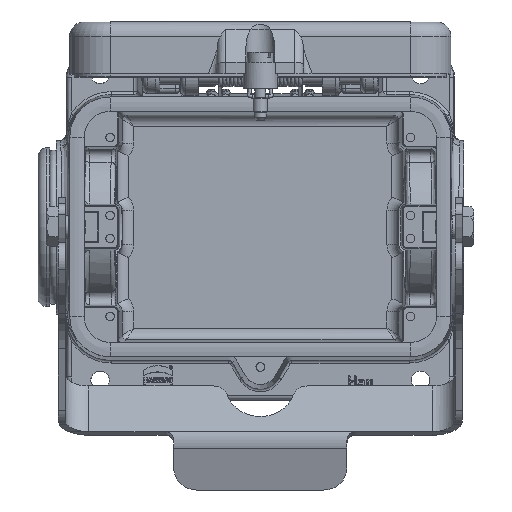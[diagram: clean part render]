
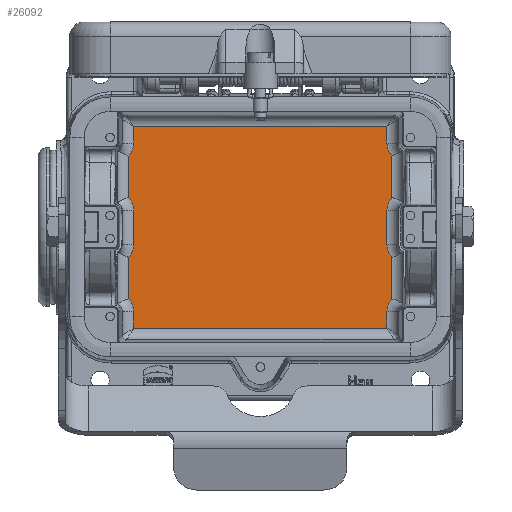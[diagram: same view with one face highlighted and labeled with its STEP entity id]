
A CAD part, top view. The second image highlights one B-rep face of the part: STEP entity #26092.
In plain terms, the highlighted planar face has unit normal (0, 0, 1).
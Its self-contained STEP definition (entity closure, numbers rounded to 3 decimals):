
#25917=CARTESIAN_POINT('',(0.0,0.0,-81.9));
#25918=DIRECTION('',(0.0,0.0,1.0));
#25919=DIRECTION('',(1.0,0.0,0.0));
#25920=AXIS2_PLACEMENT_3D('',#25917,#25918,#25919);
#25921=PLANE('',#25920);
#25922=CARTESIAN_POINT('',(-45.565,10.421,-81.9));
#25923=VERTEX_POINT('',#25922);
#25924=CARTESIAN_POINT('',(-43.865,5.9,-81.9));
#25925=VERTEX_POINT('',#25924);
#25926=CARTESIAN_POINT('',(-50.725,5.9,-81.9));
#25927=DIRECTION('',(0.0,0.0,-1.0));
#25928=DIRECTION('',(1.0,0.0,0.0));
#25929=AXIS2_PLACEMENT_3D('',#25926,#25927,#25928);
#25930=CIRCLE('',#25929,6.86);
#25931=EDGE_CURVE('',#25923,#25925,#25930,.T.);
#25932=ORIENTED_EDGE('',*,*,#25931,.T.);
#25933=CARTESIAN_POINT('',(-43.865,-5.9,-81.9));
#25934=VERTEX_POINT('',#25933);
#25935=CARTESIAN_POINT('',(-43.865,5.9,-81.9));
#25936=DIRECTION('',(0.0,-1.0,0.0));
#25937=VECTOR('',#25936,11.8);
#25938=LINE('',#25935,#25937);
#25939=EDGE_CURVE('',#25925,#25934,#25938,.T.);
#25940=ORIENTED_EDGE('',*,*,#25939,.T.);
#25941=CARTESIAN_POINT('',(-45.565,-10.421,-81.9));
#25942=VERTEX_POINT('',#25941);
#25943=CARTESIAN_POINT('',(-50.725,-5.9,-81.9));
#25944=DIRECTION('',(0.0,0.0,-1.0));
#25945=DIRECTION('',(1.0,0.0,0.0));
#25946=AXIS2_PLACEMENT_3D('',#25943,#25944,#25945);
#25947=CIRCLE('',#25946,6.86);
#25948=EDGE_CURVE('',#25934,#25942,#25947,.T.);
#25949=ORIENTED_EDGE('',*,*,#25948,.T.);
#25950=CARTESIAN_POINT('',(-45.565,-24.679,-81.9));
#25951=VERTEX_POINT('',#25950);
#25952=CARTESIAN_POINT('',(-45.565,-10.421,-81.9));
#25953=DIRECTION('',(0.0,-1.0,0.0));
#25954=VECTOR('',#25953,14.258);
#25955=LINE('',#25952,#25954);
#25956=EDGE_CURVE('',#25942,#25951,#25955,.T.);
#25957=ORIENTED_EDGE('',*,*,#25956,.T.);
#25958=CARTESIAN_POINT('',(-43.865,-29.2,-81.9));
#25959=VERTEX_POINT('',#25958);
#25960=CARTESIAN_POINT('',(-50.725,-29.2,-81.9));
#25961=DIRECTION('',(0.0,0.0,-1.0));
#25962=DIRECTION('',(1.0,0.0,0.0));
#25963=AXIS2_PLACEMENT_3D('',#25960,#25961,#25962);
#25964=CIRCLE('',#25963,6.86);
#25965=EDGE_CURVE('',#25951,#25959,#25964,.T.);
#25966=ORIENTED_EDGE('',*,*,#25965,.T.);
#25967=CARTESIAN_POINT('',(-43.865,-34.94,-81.9));
#25968=VERTEX_POINT('',#25967);
#25969=CARTESIAN_POINT('',(-43.865,-29.2,-81.9));
#25970=DIRECTION('',(0.0,-1.0,0.0));
#25971=VECTOR('',#25970,5.74);
#25972=LINE('',#25969,#25971);
#25973=EDGE_CURVE('',#25959,#25968,#25972,.T.);
#25974=ORIENTED_EDGE('',*,*,#25973,.T.);
#25975=CARTESIAN_POINT('',(43.865,-34.94,-81.9));
#25976=VERTEX_POINT('',#25975);
#25977=CARTESIAN_POINT('',(-43.865,-34.94,-81.9));
#25978=DIRECTION('',(1.0,0.0,0.0));
#25979=VECTOR('',#25978,87.729);
#25980=LINE('',#25977,#25979);
#25981=EDGE_CURVE('',#25968,#25976,#25980,.T.);
#25982=ORIENTED_EDGE('',*,*,#25981,.T.);
#25983=CARTESIAN_POINT('',(43.865,-29.2,-81.9));
#25984=VERTEX_POINT('',#25983);
#25985=CARTESIAN_POINT('',(43.865,-34.94,-81.9));
#25986=DIRECTION('',(0.0,1.0,0.0));
#25987=VECTOR('',#25986,5.74);
#25988=LINE('',#25985,#25987);
#25989=EDGE_CURVE('',#25976,#25984,#25988,.T.);
#25990=ORIENTED_EDGE('',*,*,#25989,.T.);
#25991=CARTESIAN_POINT('',(45.565,-24.679,-81.9));
#25992=VERTEX_POINT('',#25991);
#25993=CARTESIAN_POINT('',(50.725,-29.2,-81.9));
#25994=DIRECTION('',(0.0,0.0,-1.0));
#25995=DIRECTION('',(1.0,0.0,0.0));
#25996=AXIS2_PLACEMENT_3D('',#25993,#25994,#25995);
#25997=CIRCLE('',#25996,6.86);
#25998=EDGE_CURVE('',#25984,#25992,#25997,.T.);
#25999=ORIENTED_EDGE('',*,*,#25998,.T.);
#26000=CARTESIAN_POINT('',(45.565,-10.421,-81.9));
#26001=VERTEX_POINT('',#26000);
#26002=CARTESIAN_POINT('',(45.565,-24.679,-81.9));
#26003=DIRECTION('',(0.0,1.0,0.0));
#26004=VECTOR('',#26003,14.258);
#26005=LINE('',#26002,#26004);
#26006=EDGE_CURVE('',#25992,#26001,#26005,.T.);
#26007=ORIENTED_EDGE('',*,*,#26006,.T.);
#26008=CARTESIAN_POINT('',(43.865,-5.9,-81.9));
#26009=VERTEX_POINT('',#26008);
#26010=CARTESIAN_POINT('',(50.725,-5.9,-81.9));
#26011=DIRECTION('',(0.0,0.0,-1.0));
#26012=DIRECTION('',(1.0,0.0,0.0));
#26013=AXIS2_PLACEMENT_3D('',#26010,#26011,#26012);
#26014=CIRCLE('',#26013,6.86);
#26015=EDGE_CURVE('',#26001,#26009,#26014,.T.);
#26016=ORIENTED_EDGE('',*,*,#26015,.T.);
#26017=CARTESIAN_POINT('',(43.865,5.9,-81.9));
#26018=VERTEX_POINT('',#26017);
#26019=CARTESIAN_POINT('',(43.865,-5.9,-81.9));
#26020=DIRECTION('',(0.0,1.0,0.0));
#26021=VECTOR('',#26020,11.8);
#26022=LINE('',#26019,#26021);
#26023=EDGE_CURVE('',#26009,#26018,#26022,.T.);
#26024=ORIENTED_EDGE('',*,*,#26023,.T.);
#26025=CARTESIAN_POINT('',(45.565,10.421,-81.9));
#26026=VERTEX_POINT('',#26025);
#26027=CARTESIAN_POINT('',(50.725,5.9,-81.9));
#26028=DIRECTION('',(0.0,0.0,-1.0));
#26029=DIRECTION('',(1.0,0.0,0.0));
#26030=AXIS2_PLACEMENT_3D('',#26027,#26028,#26029);
#26031=CIRCLE('',#26030,6.86);
#26032=EDGE_CURVE('',#26018,#26026,#26031,.T.);
#26033=ORIENTED_EDGE('',*,*,#26032,.T.);
#26034=CARTESIAN_POINT('',(45.565,24.679,-81.9));
#26035=VERTEX_POINT('',#26034);
#26036=CARTESIAN_POINT('',(45.565,10.421,-81.9));
#26037=DIRECTION('',(0.0,1.0,0.0));
#26038=VECTOR('',#26037,14.258);
#26039=LINE('',#26036,#26038);
#26040=EDGE_CURVE('',#26026,#26035,#26039,.T.);
#26041=ORIENTED_EDGE('',*,*,#26040,.T.);
#26042=CARTESIAN_POINT('',(43.865,29.2,-81.9));
#26043=VERTEX_POINT('',#26042);
#26044=CARTESIAN_POINT('',(50.725,29.2,-81.9));
#26045=DIRECTION('',(0.0,0.0,-1.0));
#26046=DIRECTION('',(1.0,0.0,0.0));
#26047=AXIS2_PLACEMENT_3D('',#26044,#26045,#26046);
#26048=CIRCLE('',#26047,6.86);
#26049=EDGE_CURVE('',#26035,#26043,#26048,.T.);
#26050=ORIENTED_EDGE('',*,*,#26049,.T.);
#26051=CARTESIAN_POINT('',(43.865,34.94,-81.9));
#26052=VERTEX_POINT('',#26051);
#26053=CARTESIAN_POINT('',(43.865,29.2,-81.9));
#26054=DIRECTION('',(0.0,1.0,0.0));
#26055=VECTOR('',#26054,5.74);
#26056=LINE('',#26053,#26055);
#26057=EDGE_CURVE('',#26043,#26052,#26056,.T.);
#26058=ORIENTED_EDGE('',*,*,#26057,.T.);
#26059=CARTESIAN_POINT('',(-43.865,34.94,-81.9));
#26060=VERTEX_POINT('',#26059);
#26061=CARTESIAN_POINT('',(43.865,34.94,-81.9));
#26062=DIRECTION('',(-1.0,0.0,0.0));
#26063=VECTOR('',#26062,87.729);
#26064=LINE('',#26061,#26063);
#26065=EDGE_CURVE('',#26052,#26060,#26064,.T.);
#26066=ORIENTED_EDGE('',*,*,#26065,.T.);
#26067=CARTESIAN_POINT('',(-43.865,29.2,-81.9));
#26068=VERTEX_POINT('',#26067);
#26069=CARTESIAN_POINT('',(-43.865,34.94,-81.9));
#26070=DIRECTION('',(0.0,-1.0,0.0));
#26071=VECTOR('',#26070,5.74);
#26072=LINE('',#26069,#26071);
#26073=EDGE_CURVE('',#26060,#26068,#26072,.T.);
#26074=ORIENTED_EDGE('',*,*,#26073,.T.);
#26075=CARTESIAN_POINT('',(-45.565,24.679,-81.9));
#26076=VERTEX_POINT('',#26075);
#26077=CARTESIAN_POINT('',(-50.725,29.2,-81.9));
#26078=DIRECTION('',(0.0,0.0,-1.0));
#26079=DIRECTION('',(1.0,0.0,0.0));
#26080=AXIS2_PLACEMENT_3D('',#26077,#26078,#26079);
#26081=CIRCLE('',#26080,6.86);
#26082=EDGE_CURVE('',#26068,#26076,#26081,.T.);
#26083=ORIENTED_EDGE('',*,*,#26082,.T.);
#26084=CARTESIAN_POINT('',(-45.565,24.679,-81.9));
#26085=DIRECTION('',(0.0,-1.0,0.0));
#26086=VECTOR('',#26085,14.258);
#26087=LINE('',#26084,#26086);
#26088=EDGE_CURVE('',#26076,#25923,#26087,.T.);
#26089=ORIENTED_EDGE('',*,*,#26088,.T.);
#26090=EDGE_LOOP('',(#25932,#25940,#25949,#25957,#25966,#25974,#25982,#25990,#25999,#26007,#26016,#26024,#26033,#26041,#26050,#26058,#26066,#26074,#26083,#26089));
#26091=FACE_OUTER_BOUND('',#26090,.T.);
#26092=ADVANCED_FACE('',(#26091),#25921,.T.);
